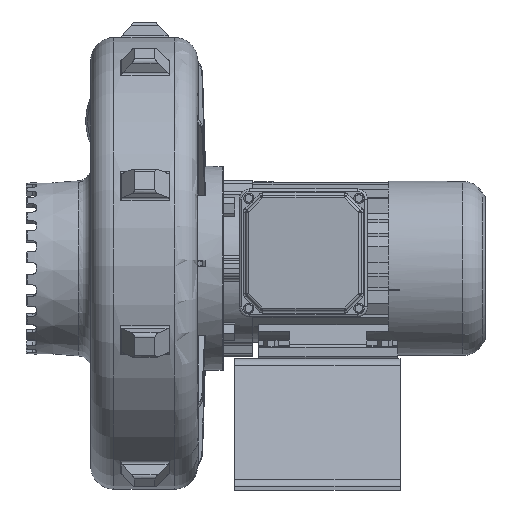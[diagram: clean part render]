
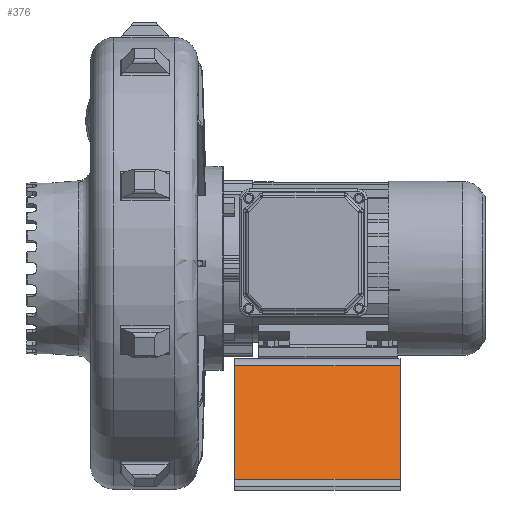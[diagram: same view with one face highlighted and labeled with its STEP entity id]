
A CAD part, front view. The second image highlights one B-rep face of the part: STEP entity #376.
In plain terms, the highlighted planar face has unit normal (0, -0.965, 0.264).
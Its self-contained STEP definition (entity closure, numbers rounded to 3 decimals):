
#376 = ADVANCED_FACE( '', ( #2860 ), #2861, .T. );
#2860 = FACE_OUTER_BOUND( '', #7922, .T. );
#2861 = PLANE( '', #7923 );
#7922 = EDGE_LOOP( '', ( #17263, #17264, #17265, #17266 ) );
#7923 = AXIS2_PLACEMENT_3D( '', #17267, #17268, #17269 );
#17263 = ORIENTED_EDGE( '', *, *, #33171, .F. );
#17264 = ORIENTED_EDGE( '', *, *, #33172, .T. );
#17265 = ORIENTED_EDGE( '', *, *, #33162, .T. );
#17266 = ORIENTED_EDGE( '', *, *, #33173, .F. );
#17267 = CARTESIAN_POINT( '', ( 9.904, -69.747, -76.024 ) );
#17268 = DIRECTION( '', ( 0., -0.964, 0.264 ) );
#17269 = DIRECTION( '', ( -1., 0., 0. ) );
#33162 = EDGE_CURVE( '', #41280, #41281, #41282, .T. );
#33171 = EDGE_CURVE( '', #41297, #41298, #41299, .T. );
#33172 = EDGE_CURVE( '', #41297, #41280, #41300, .F. );
#33173 = EDGE_CURVE( '', #41298, #41281, #41301, .T. );
#41280 = VERTEX_POINT( '', #55778 );
#41281 = VERTEX_POINT( '', #55779 );
#41282 = LINE( '', #55780, #55781 );
#41297 = VERTEX_POINT( '', #55800 );
#41298 = VERTEX_POINT( '', #55801 );
#41299 = LINE( '', #55802, #55803 );
#41300 = LINE( '', #55804, #55805 );
#41301 = LINE( '', #55806, #55807 );
#55778 = CARTESIAN_POINT( '', ( 9.904, -94.038, -164.723 ) );
#55779 = CARTESIAN_POINT( '', ( 139.404, -94.038, -164.723 ) );
#55780 = CARTESIAN_POINT( '', ( 74.654, -94.038, -164.723 ) );
#55781 = VECTOR( '', #68053, 1000. );
#55800 = CARTESIAN_POINT( '', ( 9.904, -69.747, -76.024 ) );
#55801 = CARTESIAN_POINT( '', ( 139.404, -69.747, -76.024 ) );
#55802 = CARTESIAN_POINT( '', ( 74.654, -69.747, -76.024 ) );
#55803 = VECTOR( '', #68070, 1000. );
#55804 = CARTESIAN_POINT( '', ( 9.904, -69.747, -76.024 ) );
#55805 = VECTOR( '', #68071, 1000. );
#55806 = CARTESIAN_POINT( '', ( 139.404, -45.512, 12.464 ) );
#55807 = VECTOR( '', #68072, 1000. );
#68053 = DIRECTION( '', ( 1., 0., 0. ) );
#68070 = DIRECTION( '', ( 1., 0., 0. ) );
#68071 = DIRECTION( '', ( 0., 0.264, 0.964 ) );
#68072 = DIRECTION( '', ( 0., -0.264, -0.964 ) );
